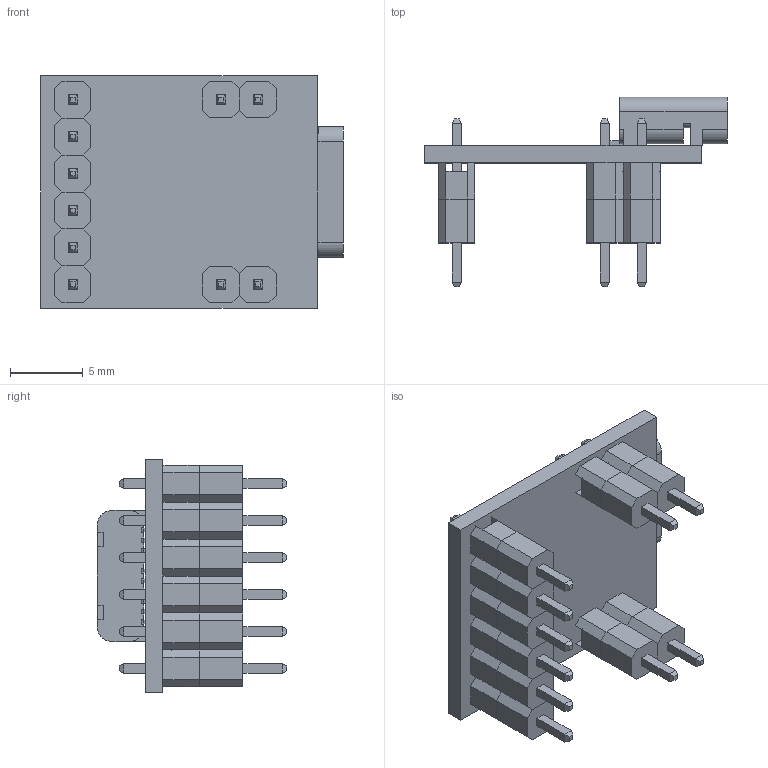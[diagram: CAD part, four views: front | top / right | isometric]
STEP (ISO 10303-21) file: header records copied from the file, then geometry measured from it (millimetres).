
FILE_DESCRIPTION(/* description */ (''),/* implementation_level */ '2;1');
FILE_NAME(/* name */ '',/* time_stamp */ '2024-10-20T14:30:38+09:00',/* author */ (''),/* organization */ (''),/* preprocessor_version */ 'ST-DEVELOPER v20',/* originating_system */ 'Autodesk Translation Framework v13.20.0.188',/* authorisation */ '');
FILE_SCHEMA (('AUTOMOTIVE_DESIGN { 1 0 10303 214 3 1 1 }'));
Length unit declared in the file: millimetre
Products named in the file (37): USB-Serial変換アダプター; AE-CH340E-TYPEC; TypeC; ピンソケット＋ピンヘッダー低1
ピン; ピンソケット低1ピン; ピンヘッダー低1ピン; ピンソケット＋ピンヘッダー低1
ピン_1; ピンソケット低1ピン_1; ピンヘッダー低1ピン_1; ピンソケット＋ピンヘッダー低1
ピン_2; ピンソケット低1ピン_2; ピンヘッダー低1ピン_2; ピンソケット＋ピンヘッダー低1
ピン_3; ピンソケット低1ピン_3; ピンヘッダー低1ピン_3; ピンソケット＋ピンヘッダー低1
ピン_4; ピンソケット低1ピン_4; ピンヘッダー低1ピン_4; ピンソケット＋ピンヘッダー低1
ピン_5; ピンソケット低1ピン_5; ピンヘッダー低1ピン_5; ピンソケット＋ピンヘッダー低1
ピン_6; ピンソケット低1ピン_6; ピンヘッダー低1ピン_6; ピンソケット＋ピンヘッダー低1
ピン_7; ピンソケット低1ピン_7; ピンヘッダー低1ピン_7; ピンソケット＋ピンヘッダー低1
ピン_8; ピンソケット低1ピン_8; ピンヘッダー低1ピン_8; ピンソケット＋ピンヘッダー低1
ピン_9; ピンソケット低1ピン_9; Component1; Component2; ピンヘッダー低1ピン_9; Component2_1; L字ピンヘッダー高3ピン_
コンポーネント1
Assembly tree (72 placements, depth 4):
  USB-Serial変換アダプター
    AE-CH340E-TYPEC
    TypeC
    ピンソケット＋ピンヘッダー低1
ピン
      ピンソケット低1ピン
        Component1
        Component2
      ピンヘッダー低1ピン
        Component2_1
        L字ピンヘッダー高3ピン_
コンポーネント1
    ピンソケット＋ピンヘッダー低1
ピン_1
      ピンソケット低1ピン_1
        Component1
        Component2
      ピンヘッダー低1ピン_1
        Component2_1
        L字ピンヘッダー高3ピン_
コンポーネント1
    ピンソケット＋ピンヘッダー低1
ピン_2
      ピンソケット低1ピン_2
        Component1
        Component2
      ピンヘッダー低1ピン_2
        Component2_1
        L字ピンヘッダー高3ピン_
コンポーネント1
    ピンソケット＋ピンヘッダー低1
ピン_3
      ピンソケット低1ピン_3
        Component1
        Component2
      ピンヘッダー低1ピン_3
        Component2_1
        L字ピンヘッダー高3ピン_
コンポーネント1
    ピンソケット＋ピンヘッダー低1
ピン_4
      ピンソケット低1ピン_4
        Component1
        Component2
      ピンヘッダー低1ピン_4
        Component2_1
        L字ピンヘッダー高3ピン_
コンポーネント1
    ピンソケット＋ピンヘッダー低1
ピン_5
      ピンソケット低1ピン_5
        Component1
        Component2
      ピンヘッダー低1ピン_5
        Component2_1
        L字ピンヘッダー高3ピン_
コンポーネント1
    ピンソケット＋ピンヘッダー低1
ピン_6
      ピンソケット低1ピン_6
        Component1
        Component2
      ピンヘッダー低1ピン_6
        Component2_1
        L字ピンヘッダー高3ピン_
コンポーネント1
    ピンソケット＋ピンヘッダー低1
ピン_7
      ピンソケット低1ピン_7
        Component1
        Component2
      ピンヘッダー低1ピン_7
        Component2_1
        L字ピンヘッダー高3ピン_
コンポーネント1
    ピンソケット＋ピンヘッダー低1
ピン_8
Bounding box: 20.8 x 13 x 16 mm (x, y, z)
Volume: 818 mm3; surface area: 2291.6 mm2
Topology: 42 solids, 42 shells, 766 faces, 1870 edges, 1192 vertices
Faces by surface type: plane 720, cylinder 44, torus 2
Full cylindrical faces by diameter (mm): 0.9 x10
Entity records: 9436 total; most frequent: CARTESIAN_POINT 1562, DIRECTION 1558, ORIENTED_EDGE 1436, EDGE_CURVE 718, LINE 622, VECTOR 622, VERTEX_POINT 472, AXIS2_PLACEMENT_3D 468
